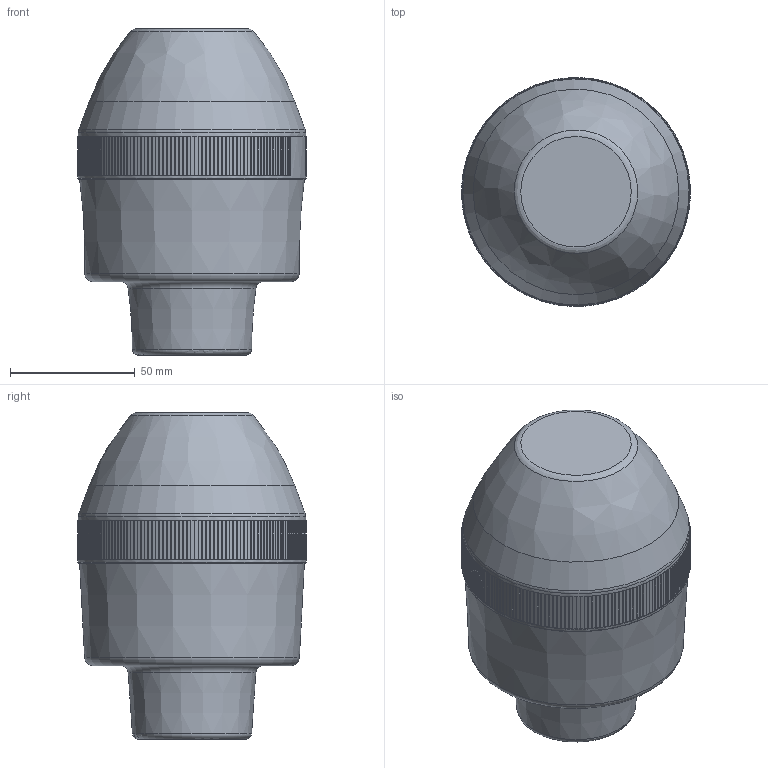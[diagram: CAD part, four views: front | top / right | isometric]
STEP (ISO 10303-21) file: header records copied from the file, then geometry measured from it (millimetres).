
FILE_DESCRIPTION(/* description */ (''),/* implementation_level */ '2;1');
FILE_NAME(/* name */ 'NES_NFS_NMS-Tube.stp',/* time_stamp */ '2014-05-26T14:29:00+02:00',/* author */ (''),/* organization */ (''),/* preprocessor_version */ 'ST-DEVELOPER v11',/* originating_system */ 'SIEMENS PLM Software NX 7.5',/* authorisation */ '');
FILE_SCHEMA (('AUTOMOTIVE_DESIGN { 1 0 10303 214 1 1 1 1 }'));
Length unit declared in the file: millimetre
Products named in the file (1): m.ne90286cen
Bounding box: 91.6 x 91.6 x 130.84 mm (x, y, z)
Volume: 595198.9 mm3; surface area: 42922.4 mm2
Topology: 1 solids, 3 shells, 1048 faces, 2436 edges, 1397 vertices
Faces by surface type: plane 687, cylinder 178, cone 173, torus 6, sphere 2, bspline 2
Full cylindrical faces by diameter (mm): 0.8 x2, 4.351 x1, 25.1 x1, 26.6 x1, 28 x1, 40 x1, 91 x1, 91.6 x1
Entity records: 28838 total; most frequent: CARTESIAN_POINT 5754, DIRECTION 5029, ORIENTED_EDGE 4806, EDGE_CURVE 2403, AXIS2_PLACEMENT_3D 1920, VERTEX_POINT 1387, LINE 1189, VECTOR 1189
